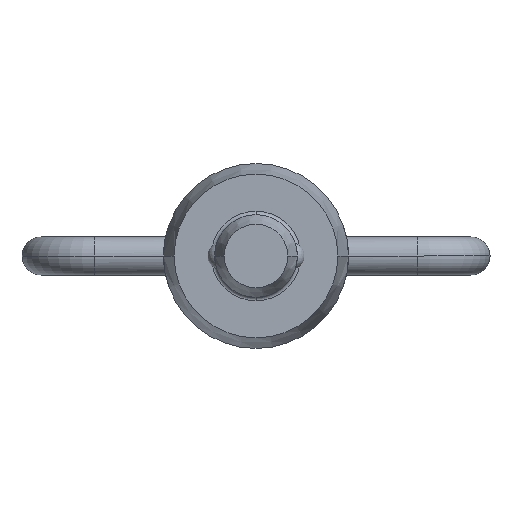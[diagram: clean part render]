
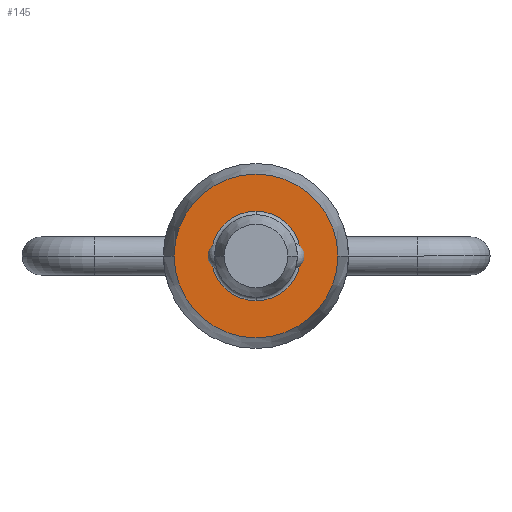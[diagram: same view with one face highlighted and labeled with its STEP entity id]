
A CAD part, front view. The second image highlights one B-rep face of the part: STEP entity #145.
In plain terms, the highlighted planar face has unit normal (0, -1, 0).
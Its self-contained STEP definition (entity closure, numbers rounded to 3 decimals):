
#145=ADVANCED_FACE('',(#286,#287),#288,.T.);
#286=FACE_OUTER_BOUND('',#419,.T.);
#287=FACE_BOUND('',#420,.T.);
#288=PLANE('',#421);
#419=EDGE_LOOP('',(#781,#782));
#420=EDGE_LOOP('',(#783,#784,#785));
#421=AXIS2_PLACEMENT_3D('',#786,#787,#788);
#781=ORIENTED_EDGE('',*,*,#875,.T.);
#782=ORIENTED_EDGE('',*,*,#877,.T.);
#783=ORIENTED_EDGE('',*,*,#894,.T.);
#784=ORIENTED_EDGE('',*,*,#887,.T.);
#785=ORIENTED_EDGE('',*,*,#895,.T.);
#786=CARTESIAN_POINT('',(-3.958,0.,0.0));
#787=DIRECTION('',(0.,-1.0,0.0));
#788=DIRECTION('',(1.0,0.,0.0));
#875=EDGE_CURVE('',#1066,#1068,#1070,.T.);
#877=EDGE_CURVE('',#1068,#1066,#1072,.T.);
#887=EDGE_CURVE('',#1081,#1085,#1087,.T.);
#894=EDGE_CURVE('',#1095,#1081,#1096,.T.);
#895=EDGE_CURVE('',#1085,#1095,#1097,.T.);
#1066=VERTEX_POINT('',#1406);
#1068=VERTEX_POINT('',#1409);
#1070=CIRCLE('',#1412,4.722);
#1072=CIRCLE('',#1414,4.722);
#1081=VERTEX_POINT('',#1425);
#1085=VERTEX_POINT('',#1429);
#1087=CIRCLE('',#1431,2.581);
#1095=VERTEX_POINT('',#1457);
#1096=CIRCLE('',#1458,2.581);
#1097=CIRCLE('',#1459,2.581);
#1406=CARTESIAN_POINT('',(-4.722,0.0,0.0));
#1409=CARTESIAN_POINT('',(4.722,0.,0.));
#1412=AXIS2_PLACEMENT_3D('',#1669,#1670,#1671);
#1414=AXIS2_PLACEMENT_3D('',#1672,#1673,#1674);
#1425=CARTESIAN_POINT('',(0.,0.,2.581));
#1429=CARTESIAN_POINT('',(0.,0.,-2.581));
#1431=AXIS2_PLACEMENT_3D('',#1692,#1693,#1694);
#1457=CARTESIAN_POINT('',(-2.581,0.0,0.0));
#1458=AXIS2_PLACEMENT_3D('',#1698,#1699,#1700);
#1459=AXIS2_PLACEMENT_3D('',#1701,#1702,#1703);
#1669=CARTESIAN_POINT('',(0.,0.,0.));
#1670=DIRECTION('',(0.,-1.0,0.0));
#1671=DIRECTION('',(-1.0,0.,0.0));
#1672=CARTESIAN_POINT('',(0.,0.,0.));
#1673=DIRECTION('',(0.,-1.0,0.0));
#1674=DIRECTION('',(-1.0,0.,0.0));
#1692=CARTESIAN_POINT('',(0.,0.0,0.0));
#1693=DIRECTION('',(0.,1.0,0.0));
#1694=DIRECTION('',(-1.0,0.,0.0));
#1698=CARTESIAN_POINT('',(0.,0.0,0.0));
#1699=DIRECTION('',(0.,1.0,0.0));
#1700=DIRECTION('',(-1.0,0.,0.0));
#1701=CARTESIAN_POINT('',(0.,0.0,0.0));
#1702=DIRECTION('',(0.,1.0,0.0));
#1703=DIRECTION('',(-1.0,0.,0.0));
